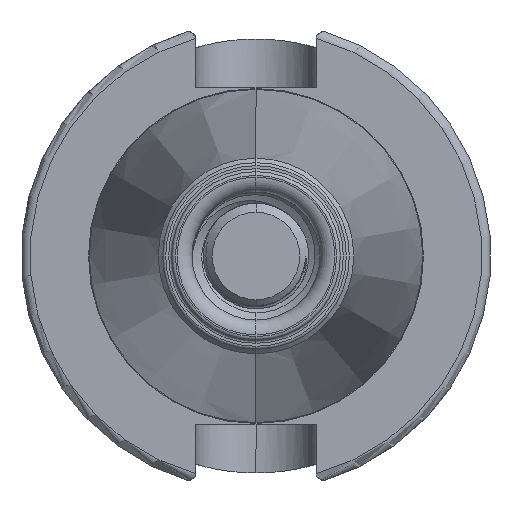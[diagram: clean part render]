
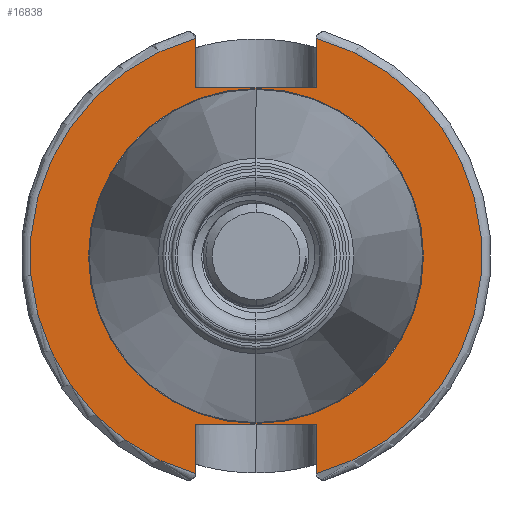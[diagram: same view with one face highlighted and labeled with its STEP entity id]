
A CAD part, left-side view. The second image highlights one B-rep face of the part: STEP entity #16838.
In plain terms, the highlighted planar face has unit normal (-1, 0, 0).
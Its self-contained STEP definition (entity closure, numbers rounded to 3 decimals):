
#139 = CARTESIAN_POINT ( 'NONE',  ( -5., 0., -22.398 ) ) ;
#981 = VECTOR ( 'NONE', #6068, 1000. ) ;
#1015 = CIRCLE ( 'NONE', #4652, 30.2 ) ;
#1023 = LINE ( 'NONE', #6055, #981 ) ;
#1041 = CIRCLE ( 'NONE', #4457, 22.398 ) ;
#1045 = LINE ( 'NONE', #6044, #1060 ) ;
#1060 = VECTOR ( 'NONE', #6070, 1000. ) ;
#1095 = LINE ( 'NONE', #4511, #1097 ) ;
#1097 = VECTOR ( 'NONE', #4545, 1000. ) ;
#1366 = ORIENTED_EDGE ( 'NONE', *, *, #3808, .T. ) ;
#1368 = ORIENTED_EDGE ( 'NONE', *, *, #3802, .T. ) ;
#1381 = ORIENTED_EDGE ( 'NONE', *, *, #3710, .T. ) ;
#1424 = ORIENTED_EDGE ( 'NONE', *, *, #3704, .T. ) ;
#1433 = ORIENTED_EDGE ( 'NONE', *, *, #3731, .F. ) ;
#1435 = ORIENTED_EDGE ( 'NONE', *, *, #3820, .F. ) ;
#1441 = ORIENTED_EDGE ( 'NONE', *, *, #4050, .F. ) ;
#1450 = ORIENTED_EDGE ( 'NONE', *, *, #3803, .F. ) ;
#1472 = ORIENTED_EDGE ( 'NONE', *, *, #3762, .T. ) ;
#1509 = ORIENTED_EDGE ( 'NONE', *, *, #3745, .F. ) ;
#3704 = EDGE_CURVE ( 'NONE', #18134, #15880, #1023, .T. ) ;
#3710 = EDGE_CURVE ( 'NONE', #15886, #18122, #1045, .T. ) ;
#3731 = EDGE_CURVE ( 'NONE', #15875, #18122, #1095, .T. ) ;
#3745 = EDGE_CURVE ( 'NONE', #18006, #17961, #1041, .T. ) ;
#3762 = EDGE_CURVE ( 'NONE', #15875, #18134, #1015, .T. ) ;
#3802 = EDGE_CURVE ( 'NONE', #18123, #15886, #17034, .T. ) ;
#3803 = EDGE_CURVE ( 'NONE', #15874, #15877, #17021, .T. ) ;
#3808 = EDGE_CURVE ( 'NONE', #15874, #18123, #17066, .T. ) ;
#3820 = EDGE_CURVE ( 'NONE', #15877, #15880, #17035, .T. ) ;
#4050 = EDGE_CURVE ( 'NONE', #17961, #18006, #17307, .T. ) ;
#4457 = AXIS2_PLACEMENT_3D ( 'NONE', #4717, #4672, #4673 ) ;
#4511 = CARTESIAN_POINT ( 'NONE',  ( -5., -8.075, -31.4 ) ) ;
#4545 = DIRECTION ( 'NONE',  ( 0., 0., 1. ) ) ;
#4556 = AXIS2_PLACEMENT_3D ( 'NONE', #12765, #12731, #12751 ) ;
#4652 = AXIS2_PLACEMENT_3D ( 'NONE', #4834, #4874, #4848 ) ;
#4672 = DIRECTION ( 'NONE',  ( -1., 0., 0. ) ) ;
#4673 = DIRECTION ( 'NONE',  ( 0., 0., 1. ) ) ;
#4717 = CARTESIAN_POINT ( 'NONE',  ( -5., 0., 0. ) ) ;
#4834 = CARTESIAN_POINT ( 'NONE',  ( -5., 0., 0. ) ) ;
#4848 = DIRECTION ( 'NONE',  ( 0., 0., 1. ) ) ;
#4866 = AXIS2_PLACEMENT_3D ( 'NONE', #14654, #14660, #14630 ) ;
#4874 = DIRECTION ( 'NONE',  ( -1., 0., 0. ) ) ;
#5540 = AXIS2_PLACEMENT_3D ( 'NONE', #12310, #12325, #12311 ) ;
#6044 = CARTESIAN_POINT ( 'NONE',  ( -5., -8.075, -22.5 ) ) ;
#6055 = CARTESIAN_POINT ( 'NONE',  ( -5., -8.075, 31.4 ) ) ;
#6068 = DIRECTION ( 'NONE',  ( 0., 0., -1. ) ) ;
#6070 = DIRECTION ( 'NONE',  ( 0., -1., 0. ) ) ;
#6290 = CARTESIAN_POINT ( 'NONE',  ( -5., -8.075, 22.5 ) ) ;
#6293 = CARTESIAN_POINT ( 'NONE',  ( -5., -8.075, -29.1 ) ) ;
#6295 = CARTESIAN_POINT ( 'NONE',  ( -5., 8.075, 22.5 ) ) ;
#6324 = CARTESIAN_POINT ( 'NONE',  ( -5., 8.075, -22.5 ) ) ;
#6341 = CARTESIAN_POINT ( 'NONE',  ( -5., 8.075, 29.1 ) ) ;
#12306 = PLANE ( 'NONE',  #5540 ) ;
#12310 = CARTESIAN_POINT ( 'NONE',  ( -5., 22.398, 0. ) ) ;
#12311 = DIRECTION ( 'NONE',  ( 0., 0., -1. ) ) ;
#12325 = DIRECTION ( 'NONE',  ( 1., 0., 0. ) ) ;
#12682 = CARTESIAN_POINT ( 'NONE',  ( -5., 8.075, -31.4 ) ) ;
#12684 = DIRECTION ( 'NONE',  ( 0., 0., 1. ) ) ;
#12699 = CARTESIAN_POINT ( 'NONE',  ( -5., 8.075, 31.4 ) ) ;
#12730 = DIRECTION ( 'NONE',  ( 0., 0., -1. ) ) ;
#12731 = DIRECTION ( 'NONE',  ( -1., 0., 0. ) ) ;
#12751 = DIRECTION ( 'NONE',  ( 0., 0., 1. ) ) ;
#12765 = CARTESIAN_POINT ( 'NONE',  ( -5., 0., 0. ) ) ;
#12784 = DIRECTION ( 'NONE',  ( 0., -1., 0. ) ) ;
#12787 = CARTESIAN_POINT ( 'NONE',  ( -5., -8.075, 22.5 ) ) ;
#14187 = CARTESIAN_POINT ( 'NONE',  ( -5., 0., 22.398 ) ) ;
#14300 = CARTESIAN_POINT ( 'NONE',  ( -5., -8.075, -22.5 ) ) ;
#14312 = CARTESIAN_POINT ( 'NONE',  ( -5., -8.075, 29.1 ) ) ;
#14346 = CARTESIAN_POINT ( 'NONE',  ( -5., 8.075, -29.1 ) ) ;
#14630 = DIRECTION ( 'NONE',  ( 0., 0., 1. ) ) ;
#14654 = CARTESIAN_POINT ( 'NONE',  ( -5., 0., 0. ) ) ;
#14660 = DIRECTION ( 'NONE',  ( -1., 0., 0. ) ) ;
#15874 = VERTEX_POINT ( 'NONE', #6341 ) ;
#15875 = VERTEX_POINT ( 'NONE', #6293 ) ;
#15877 = VERTEX_POINT ( 'NONE', #6295 ) ;
#15880 = VERTEX_POINT ( 'NONE', #6290 ) ;
#15886 = VERTEX_POINT ( 'NONE', #6324 ) ;
#16260 = FACE_BOUND ( 'NONE', #17738, .T. ) ;
#16267 = FACE_OUTER_BOUND ( 'NONE', #17709, .T. ) ;
#16838 = ADVANCED_FACE ( 'NONE', ( #16267, #16260 ), #12306, .F. ) ;
#17012 = VECTOR ( 'NONE', #12730, 1000. ) ;
#17021 = LINE ( 'NONE', #12699, #17012 ) ;
#17034 = LINE ( 'NONE', #12682, #17048 ) ;
#17035 = LINE ( 'NONE', #12787, #17036 ) ;
#17036 = VECTOR ( 'NONE', #12784, 1000. ) ;
#17048 = VECTOR ( 'NONE', #12684, 1000. ) ;
#17066 = CIRCLE ( 'NONE', #4556, 30.2 ) ;
#17307 = CIRCLE ( 'NONE', #4866, 22.398 ) ;
#17709 = EDGE_LOOP ( 'NONE', ( #1366, #1368, #1381, #1433, #1472, #1424, #1435, #1450 ) ) ;
#17738 = EDGE_LOOP ( 'NONE', ( #1509, #1441 ) ) ;
#17961 = VERTEX_POINT ( 'NONE', #139 ) ;
#18006 = VERTEX_POINT ( 'NONE', #14187 ) ;
#18122 = VERTEX_POINT ( 'NONE', #14300 ) ;
#18123 = VERTEX_POINT ( 'NONE', #14346 ) ;
#18134 = VERTEX_POINT ( 'NONE', #14312 ) ;
